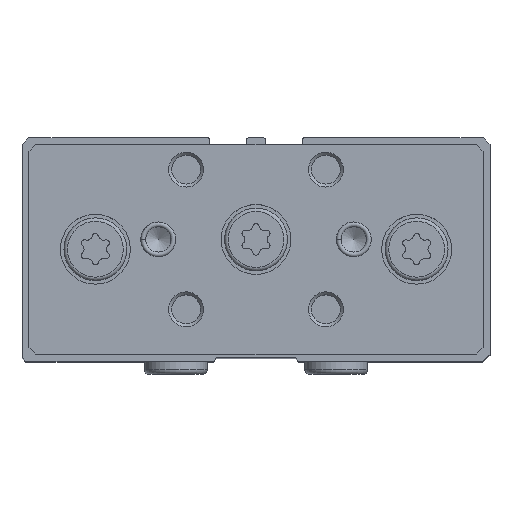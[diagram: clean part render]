
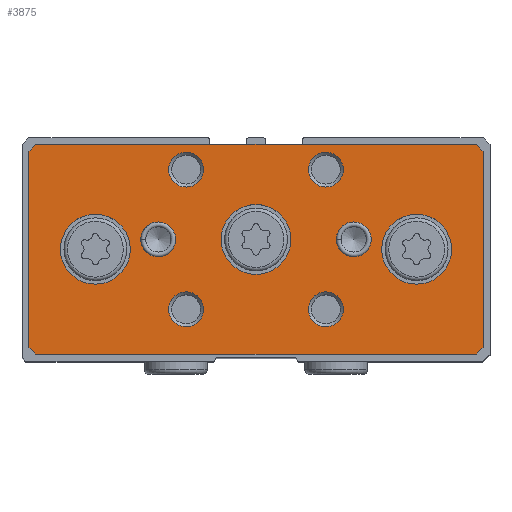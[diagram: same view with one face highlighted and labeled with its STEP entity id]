
A CAD part, top view. The second image highlights one B-rep face of the part: STEP entity #3875.
In plain terms, the highlighted face is planar.
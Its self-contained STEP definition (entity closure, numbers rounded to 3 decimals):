
#357=LINE('',#6483,#563);
#361=LINE('',#6492,#567);
#364=LINE('',#6498,#570);
#367=LINE('',#6504,#573);
#370=LINE('',#6510,#576);
#373=LINE('',#6516,#579);
#376=LINE('',#6522,#582);
#379=LINE('',#6528,#585);
#563=VECTOR('',#5265,1000.);
#567=VECTOR('',#5271,1000.);
#570=VECTOR('',#5276,1000.);
#573=VECTOR('',#5281,1000.);
#576=VECTOR('',#5286,1000.);
#579=VECTOR('',#5291,1000.);
#582=VECTOR('',#5296,1000.);
#585=VECTOR('',#5301,1000.);
#1188=ORIENTED_EDGE('',*,*,#1943,.F.);
#1189=ORIENTED_EDGE('',*,*,#1944,.F.);
#1190=ORIENTED_EDGE('',*,*,#1945,.F.);
#1191=ORIENTED_EDGE('',*,*,#1946,.F.);
#1192=ORIENTED_EDGE('',*,*,#1947,.F.);
#1193=ORIENTED_EDGE('',*,*,#1948,.F.);
#1194=ORIENTED_EDGE('',*,*,#1949,.F.);
#1195=ORIENTED_EDGE('',*,*,#1950,.F.);
#1196=ORIENTED_EDGE('',*,*,#1951,.F.);
#1197=ORIENTED_EDGE('',*,*,#1909,.T.);
#1198=ORIENTED_EDGE('',*,*,#1913,.T.);
#1199=ORIENTED_EDGE('',*,*,#1916,.T.);
#1200=ORIENTED_EDGE('',*,*,#1919,.T.);
#1201=ORIENTED_EDGE('',*,*,#1922,.T.);
#1202=ORIENTED_EDGE('',*,*,#1925,.T.);
#1203=ORIENTED_EDGE('',*,*,#1928,.T.);
#1204=ORIENTED_EDGE('',*,*,#1931,.T.);
#1909=EDGE_CURVE('',#2365,#2366,#357,.T.);
#1913=EDGE_CURVE('',#2366,#2369,#361,.T.);
#1916=EDGE_CURVE('',#2369,#2371,#364,.T.);
#1919=EDGE_CURVE('',#2371,#2373,#367,.T.);
#1922=EDGE_CURVE('',#2373,#2375,#370,.T.);
#1925=EDGE_CURVE('',#2375,#2377,#373,.T.);
#1928=EDGE_CURVE('',#2377,#2379,#376,.T.);
#1931=EDGE_CURVE('',#2379,#2365,#379,.T.);
#1943=EDGE_CURVE('',#2391,#2391,#2695,.T.);
#1944=EDGE_CURVE('',#2392,#2392,#2696,.T.);
#1945=EDGE_CURVE('',#2393,#2393,#2697,.T.);
#1946=EDGE_CURVE('',#2394,#2394,#2698,.T.);
#1947=EDGE_CURVE('',#2395,#2395,#2699,.T.);
#1948=EDGE_CURVE('',#2396,#2396,#2700,.T.);
#1949=EDGE_CURVE('',#2397,#2397,#2701,.T.);
#1950=EDGE_CURVE('',#2398,#2398,#2702,.T.);
#1951=EDGE_CURVE('',#2399,#2399,#2703,.T.);
#2365=VERTEX_POINT('',#6484);
#2366=VERTEX_POINT('',#6485);
#2369=VERTEX_POINT('',#6493);
#2371=VERTEX_POINT('',#6499);
#2373=VERTEX_POINT('',#6505);
#2375=VERTEX_POINT('',#6511);
#2377=VERTEX_POINT('',#6517);
#2379=VERTEX_POINT('',#6523);
#2391=VERTEX_POINT('',#6553);
#2392=VERTEX_POINT('',#6555);
#2393=VERTEX_POINT('',#6557);
#2394=VERTEX_POINT('',#6559);
#2395=VERTEX_POINT('',#6561);
#2396=VERTEX_POINT('',#6563);
#2397=VERTEX_POINT('',#6565);
#2398=VERTEX_POINT('',#6567);
#2399=VERTEX_POINT('',#6569);
#2695=CIRCLE('',#4360,5.);
#2696=CIRCLE('',#4361,5.);
#2697=CIRCLE('',#4362,5.);
#2698=CIRCLE('',#4363,2.5);
#2699=CIRCLE('',#4364,2.5);
#2700=CIRCLE('',#4365,2.5);
#2701=CIRCLE('',#4366,2.5);
#2702=CIRCLE('',#4367,2.5);
#2703=CIRCLE('',#4368,2.5);
#3034=EDGE_LOOP('',(#1188));
#3035=EDGE_LOOP('',(#1189));
#3036=EDGE_LOOP('',(#1190));
#3037=EDGE_LOOP('',(#1191));
#3038=EDGE_LOOP('',(#1192));
#3039=EDGE_LOOP('',(#1193));
#3040=EDGE_LOOP('',(#1194));
#3041=EDGE_LOOP('',(#1195));
#3042=EDGE_LOOP('',(#1196));
#3043=EDGE_LOOP('',(#1197,#1198,#1199,#1200,#1201,#1202,#1203,#1204));
#3455=FACE_BOUND('',#3034,.T.);
#3456=FACE_BOUND('',#3035,.T.);
#3457=FACE_BOUND('',#3036,.T.);
#3458=FACE_BOUND('',#3037,.T.);
#3459=FACE_BOUND('',#3038,.T.);
#3460=FACE_BOUND('',#3039,.T.);
#3461=FACE_BOUND('',#3040,.T.);
#3462=FACE_BOUND('',#3041,.T.);
#3463=FACE_BOUND('',#3042,.T.);
#3464=FACE_BOUND('',#3043,.T.);
#3701=PLANE('',#4359);
#3875=ADVANCED_FACE('',(#3455,#3456,#3457,#3458,#3459,#3460,#3461,#3462,
#3463,#3464),#3701,.T.);
#4359=AXIS2_PLACEMENT_3D('',#6551,#5323,#5324);
#4360=AXIS2_PLACEMENT_3D('',#6552,#5325,#5326);
#4361=AXIS2_PLACEMENT_3D('',#6554,#5327,#5328);
#4362=AXIS2_PLACEMENT_3D('',#6556,#5329,#5330);
#4363=AXIS2_PLACEMENT_3D('',#6558,#5331,#5332);
#4364=AXIS2_PLACEMENT_3D('',#6560,#5333,#5334);
#4365=AXIS2_PLACEMENT_3D('',#6562,#5335,#5336);
#4366=AXIS2_PLACEMENT_3D('',#6564,#5337,#5338);
#4367=AXIS2_PLACEMENT_3D('',#6566,#5339,#5340);
#4368=AXIS2_PLACEMENT_3D('',#6568,#5341,#5342);
#5265=DIRECTION('',(0.,-1.,0.));
#5271=DIRECTION('',(0.,-0.707,-0.707));
#5276=DIRECTION('',(0.,0.,-1.));
#5281=DIRECTION('',(0.,0.707,-0.707));
#5286=DIRECTION('',(0.,1.,0.));
#5291=DIRECTION('',(0.,0.707,0.707));
#5296=DIRECTION('',(0.,0.,1.));
#5301=DIRECTION('',(0.,-0.707,0.707));
#5323=DIRECTION('',(1.,0.,0.));
#5324=DIRECTION('',(0.,0.,-1.));
#5325=DIRECTION('',(1.,0.,0.));
#5326=DIRECTION('',(0.,0.,-1.));
#5327=DIRECTION('',(1.,0.,0.));
#5328=DIRECTION('',(0.,0.,-1.));
#5329=DIRECTION('',(1.,0.,0.));
#5330=DIRECTION('',(0.,0.,-1.));
#5331=DIRECTION('',(1.,0.,0.));
#5332=DIRECTION('',(0.,0.,-1.));
#5333=DIRECTION('',(1.,0.,0.));
#5334=DIRECTION('',(0.,0.,-1.));
#5335=DIRECTION('',(1.,0.,0.));
#5336=DIRECTION('',(0.,0.,-1.));
#5337=DIRECTION('',(1.,0.,0.));
#5338=DIRECTION('',(0.,0.,-1.));
#5339=DIRECTION('',(1.,0.,0.));
#5340=DIRECTION('',(0.,0.,-1.));
#5341=DIRECTION('',(1.,0.,0.));
#5342=DIRECTION('',(0.,0.,-1.));
#6483=CARTESIAN_POINT('',(12.,12.6,32.5));
#6484=CARTESIAN_POINT('',(12.,12.6,32.5));
#6485=CARTESIAN_POINT('',(12.,-15.4,32.5));
#6492=CARTESIAN_POINT('',(12.,-15.4,32.5));
#6493=CARTESIAN_POINT('',(12.,-16.4,31.5));
#6498=CARTESIAN_POINT('',(12.,-16.4,31.5));
#6499=CARTESIAN_POINT('',(12.,-16.4,-31.5));
#6504=CARTESIAN_POINT('',(12.,-16.4,-31.5));
#6505=CARTESIAN_POINT('',(12.,-15.4,-32.5));
#6510=CARTESIAN_POINT('',(12.,-15.4,-32.5));
#6511=CARTESIAN_POINT('',(12.,12.6,-32.5));
#6516=CARTESIAN_POINT('',(12.,12.6,-32.5));
#6517=CARTESIAN_POINT('',(12.,13.6,-31.5));
#6522=CARTESIAN_POINT('',(12.,13.6,-31.5));
#6523=CARTESIAN_POINT('',(12.,13.6,31.5));
#6528=CARTESIAN_POINT('',(12.,13.6,31.5));
#6551=CARTESIAN_POINT('',(12.,0.,0.));
#6552=CARTESIAN_POINT('',(12.,-1.4,23.));
#6553=CARTESIAN_POINT('',(12.,-1.4,18.));
#6554=CARTESIAN_POINT('',(12.,-1.4,-23.));
#6555=CARTESIAN_POINT('',(12.,-1.4,-28.));
#6556=CARTESIAN_POINT('',(12.,0.,0.));
#6557=CARTESIAN_POINT('',(12.,0.,-5.));
#6558=CARTESIAN_POINT('',(12.,0.,14.));
#6559=CARTESIAN_POINT('',(12.,0.,11.5));
#6560=CARTESIAN_POINT('',(12.,0.,-14.));
#6561=CARTESIAN_POINT('',(12.,0.,-16.5));
#6562=CARTESIAN_POINT('',(12.,-10.,10.));
#6563=CARTESIAN_POINT('',(12.,-10.,7.5));
#6564=CARTESIAN_POINT('',(12.,-10.,-10.));
#6565=CARTESIAN_POINT('',(12.,-10.,-12.5));
#6566=CARTESIAN_POINT('',(12.,10.,10.));
#6567=CARTESIAN_POINT('',(12.,10.,7.5));
#6568=CARTESIAN_POINT('',(12.,10.,-10.));
#6569=CARTESIAN_POINT('',(12.,10.,-12.5));
